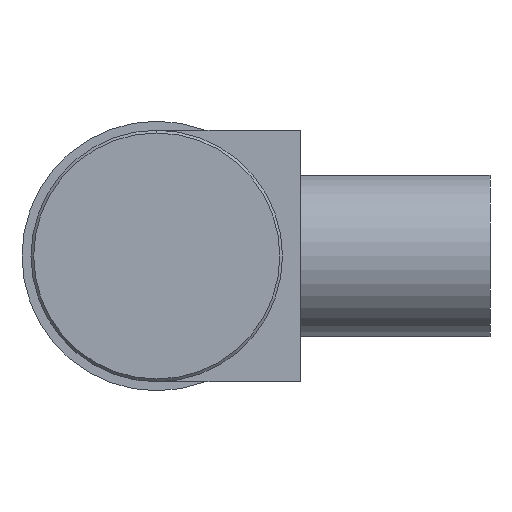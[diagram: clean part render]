
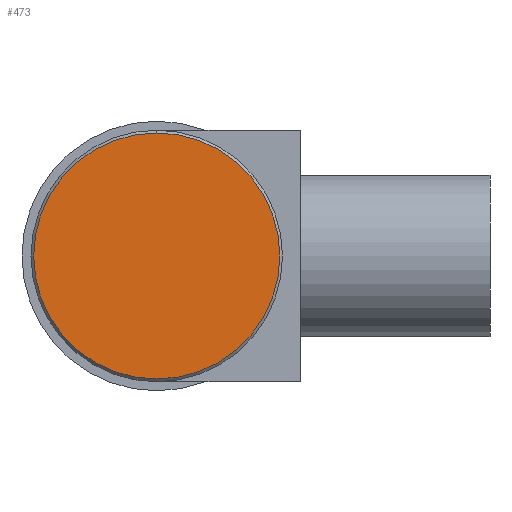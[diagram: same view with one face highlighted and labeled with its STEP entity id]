
A CAD part, left-side view. The second image highlights one B-rep face of the part: STEP entity #473.
In plain terms, the highlighted planar face has unit normal (-1, 0, 0).
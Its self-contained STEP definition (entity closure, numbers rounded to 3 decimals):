
#50 = DIRECTION ( 'NONE',  ( 0., 0., 1. ) ) ;
#69 = AXIS2_PLACEMENT_3D ( 'NONE', #365, #360, #50 ) ;
#71 = PLANE ( 'NONE',  #347 ) ;
#164 = EDGE_CURVE ( 'NONE', #354, #334, #630, .T. ) ;
#223 = AXIS2_PLACEMENT_3D ( 'NONE', #470, #781, #353 ) ;
#299 = ORIENTED_EDGE ( 'NONE', *, *, #611, .T. ) ;
#326 = CARTESIAN_POINT ( 'NONE',  ( 0., 0., 13.7 ) ) ;
#334 = VERTEX_POINT ( 'NONE', #326 ) ;
#347 = AXIS2_PLACEMENT_3D ( 'NONE', #516, #744, #388 ) ;
#353 = DIRECTION ( 'NONE',  ( 0., 0., 1. ) ) ;
#354 = VERTEX_POINT ( 'NONE', #679 ) ;
#360 = DIRECTION ( 'NONE',  ( -1., 0., 0. ) ) ;
#365 = CARTESIAN_POINT ( 'NONE',  ( 0., 0., 0. ) ) ;
#388 = DIRECTION ( 'NONE',  ( 0., 0., -1. ) ) ;
#440 = EDGE_LOOP ( 'NONE', ( #544, #299 ) ) ;
#456 = FACE_OUTER_BOUND ( 'NONE', #440, .T. ) ;
#470 = CARTESIAN_POINT ( 'NONE',  ( 0., 0., 0. ) ) ;
#473 = ADVANCED_FACE ( 'NONE', ( #456 ), #71, .F. ) ;
#476 = CIRCLE ( 'NONE', #223, 13.7 ) ;
#516 = CARTESIAN_POINT ( 'NONE',  ( 0., 0., 0. ) ) ;
#544 = ORIENTED_EDGE ( 'NONE', *, *, #164, .T. ) ;
#611 = EDGE_CURVE ( 'NONE', #334, #354, #476, .T. ) ;
#630 = CIRCLE ( 'NONE', #69, 13.7 ) ;
#679 = CARTESIAN_POINT ( 'NONE',  ( 0., 0., -13.7 ) ) ;
#744 = DIRECTION ( 'NONE',  ( 1., 0., 0. ) ) ;
#781 = DIRECTION ( 'NONE',  ( -1., 0., 0. ) ) ;
